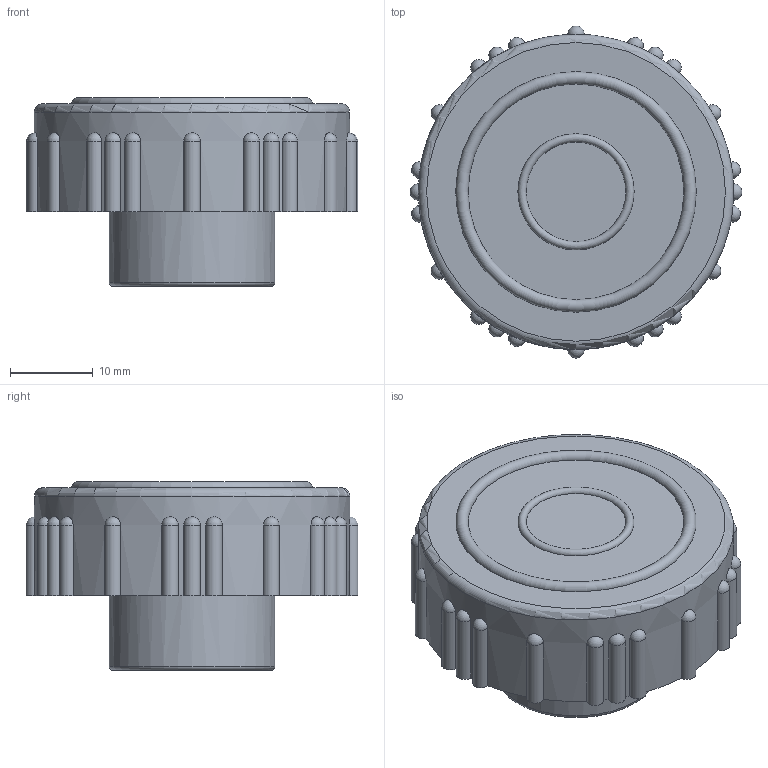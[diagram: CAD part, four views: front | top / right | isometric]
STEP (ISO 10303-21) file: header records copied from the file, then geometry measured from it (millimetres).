
FILE_DESCRIPTION( ( 'Unknown' ), '1' );
FILE_NAME( '6304050_VB40_P_M08.stp', 'Unknown', ( 'Unknown' ), ( 'Unknown' ), 'PSStep 11.0', 'Unknown', ' ' );
FILE_SCHEMA( ( 'AUTOMOTIVE_DESIGN { 1 0 10303 214 1 1 1 1 }' ) );
Length unit declared in the file: millimetre
Products named in the file (1): 6304050
Bounding box: 39.99 x 39.99 x 22.75 mm (x, y, z)
Volume: 12873.2 mm3; surface area: 6856.8 mm2
Topology: 1 solids, 1 shells, 81 faces, 274 edges, 174 vertices
Faces by surface type: cylinder 29, sphere 24, plane 21, torus 5, cone 2
Full cylindrical faces by diameter (mm): 6.647 x2, 20 x1, 32.5 x1, 38 x1
Entity records: 3446 total; most frequent: CARTESIAN_POINT 743, DIRECTION 448, ORIENTED_EDGE 412, EDGE_CURVE 206, AXIS2_PLACEMENT_3D 184, VERTEX_POINT 143, CIRCLE 102, EDGE_LOOP 96
